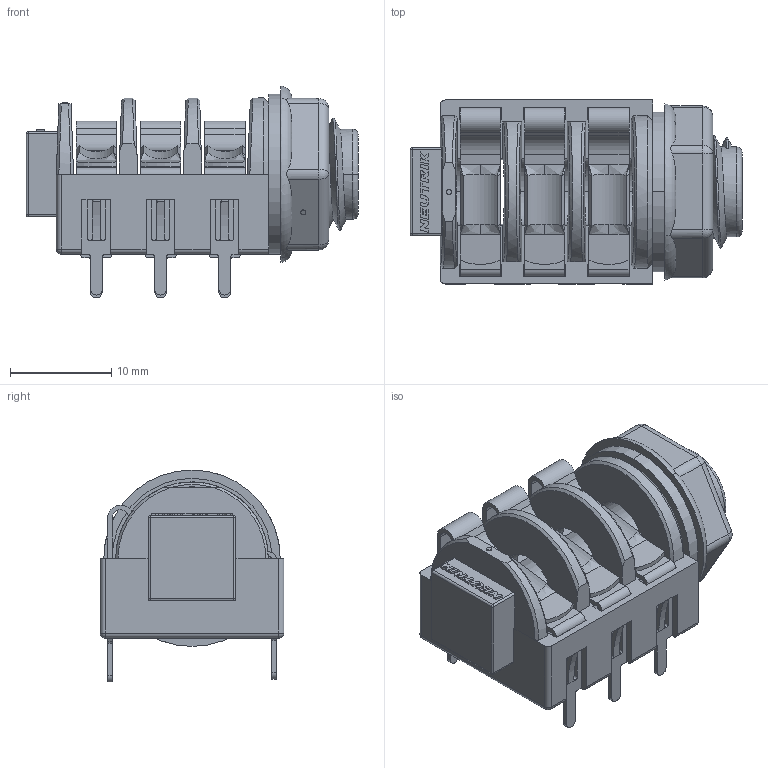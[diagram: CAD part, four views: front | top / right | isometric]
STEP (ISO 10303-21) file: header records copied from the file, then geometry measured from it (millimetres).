
FILE_DESCRIPTION(('FreeCAD Model'),'2;1');
FILE_NAME('Open CASCADE Shape Model','2024-11-19T22:29:15',( 'kicad StepUp'),('ksu MCAD'),'Open CASCADE STEP processor 7.6', 'FreeCAD','Unknown');
FILE_SCHEMA(('AUTOMOTIVE_DESIGN { 1 0 10303 214 1 1 1 1 }'));
Length unit declared in the file: millimetre
Products named in the file (1): NMJ6HFD2-Horizontal
Bounding box: 32.85 x 18.2 x 20.96 mm (x, y, z)
Volume: 3110.2 mm3; surface area: 5616.2 mm2
Topology: 4 solids, 4 shells, 645 faces, 1768 edges, 1135 vertices
Faces by surface type: plane 350, cylinder 195, bspline 63, sphere 24, torus 8, cone 3, extrusion 2
Entity records: 31107 total; most frequent: CARTESIAN_POINT 10472, ORIENTED_EDGE 3524, DIRECTION 3078, EDGE_CURVE 1762, VECTOR 1178, LINE 1176, VERTEX_POINT 1135, AXIS2_PLACEMENT_3D 950
